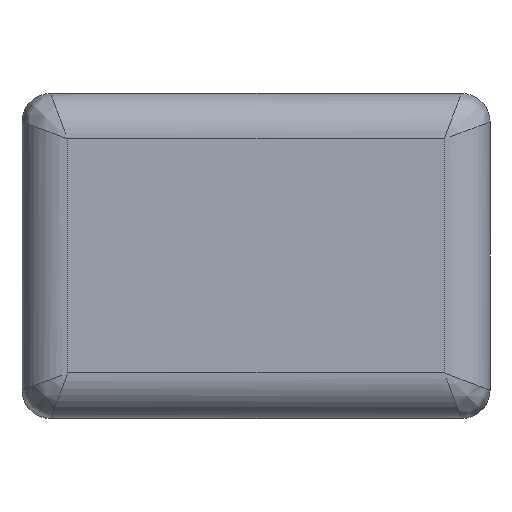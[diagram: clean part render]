
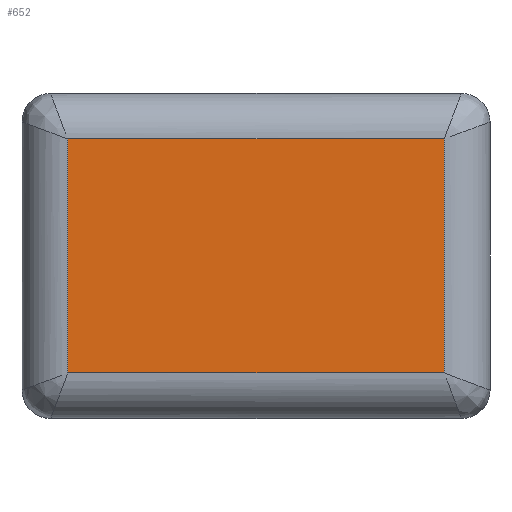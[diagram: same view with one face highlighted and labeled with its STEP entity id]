
A CAD part, left-side view. The second image highlights one B-rep face of the part: STEP entity #652.
In plain terms, the highlighted planar face has unit normal (-1, 0, 0).
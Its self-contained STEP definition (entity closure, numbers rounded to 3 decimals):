
#17 = ORIENTED_EDGE ( 'NONE', *, *, #270, .T. ) ;
#36 = DIRECTION ( 'NONE',  ( 0., 0., -1. ) ) ;
#96 = VECTOR ( 'NONE', #2107, 1000. ) ;
#197 = CARTESIAN_POINT ( 'NONE',  ( -0.8, -0.41, 0.49 ) ) ;
#213 = CARTESIAN_POINT ( 'NONE',  ( -0.8, -0.33, 0.08 ) ) ;
#270 = EDGE_CURVE ( 'NONE', #1521, #1119, #1522, .T. ) ;
#318 = CARTESIAN_POINT ( 'NONE',  ( -0.8, -0.41, 0.57 ) ) ;
#387 = EDGE_LOOP ( 'NONE', ( #17, #1215, #1961, #2341 ) ) ;
#412 = PLANE ( 'NONE',  #592 ) ;
#444 = LINE ( 'NONE', #197, #1380 ) ;
#521 = CARTESIAN_POINT ( 'NONE',  ( -0.8, -0.33, 0.57 ) ) ;
#592 = AXIS2_PLACEMENT_3D ( 'NONE', #318, #968, #36 ) ;
#647 = CARTESIAN_POINT ( 'NONE',  ( -0.8, -0.33, 0.49 ) ) ;
#652 = ADVANCED_FACE ( 'NONE', ( #2317 ), #412, .F. ) ;
#829 = CARTESIAN_POINT ( 'NONE',  ( -0.8, 0., 0.08 ) ) ;
#843 = VERTEX_POINT ( 'NONE', #647 ) ;
#914 = DIRECTION ( 'NONE',  ( 0., 0., 1. ) ) ;
#924 = DIRECTION ( 'NONE',  ( 0., -1., 0. ) ) ;
#968 = DIRECTION ( 'NONE',  ( 1., 0., 0. ) ) ;
#1119 = VERTEX_POINT ( 'NONE', #1669 ) ;
#1215 = ORIENTED_EDGE ( 'NONE', *, *, #2240, .T. ) ;
#1380 = VECTOR ( 'NONE', #1647, 1000. ) ;
#1482 = CARTESIAN_POINT ( 'NONE',  ( -0.8, 0.33, 0.57 ) ) ;
#1512 = LINE ( 'NONE', #829, #1678 ) ;
#1521 = VERTEX_POINT ( 'NONE', #2016 ) ;
#1522 = LINE ( 'NONE', #1482, #96 ) ;
#1647 = DIRECTION ( 'NONE',  ( 0., 1., 0. ) ) ;
#1669 = CARTESIAN_POINT ( 'NONE',  ( -0.8, 0.33, 0.08 ) ) ;
#1678 = VECTOR ( 'NONE', #924, 1000. ) ;
#1835 = EDGE_CURVE ( 'NONE', #2698, #843, #2383, .T. ) ;
#1961 = ORIENTED_EDGE ( 'NONE', *, *, #1835, .T. ) ;
#2016 = CARTESIAN_POINT ( 'NONE',  ( -0.8, 0.33, 0.49 ) ) ;
#2107 = DIRECTION ( 'NONE',  ( 0., 0., -1. ) ) ;
#2149 = VECTOR ( 'NONE', #914, 1000. ) ;
#2240 = EDGE_CURVE ( 'NONE', #1119, #2698, #1512, .T. ) ;
#2317 = FACE_OUTER_BOUND ( 'NONE', #387, .T. ) ;
#2341 = ORIENTED_EDGE ( 'NONE', *, *, #2658, .T. ) ;
#2383 = LINE ( 'NONE', #521, #2149 ) ;
#2658 = EDGE_CURVE ( 'NONE', #843, #1521, #444, .T. ) ;
#2698 = VERTEX_POINT ( 'NONE', #213 ) ;
